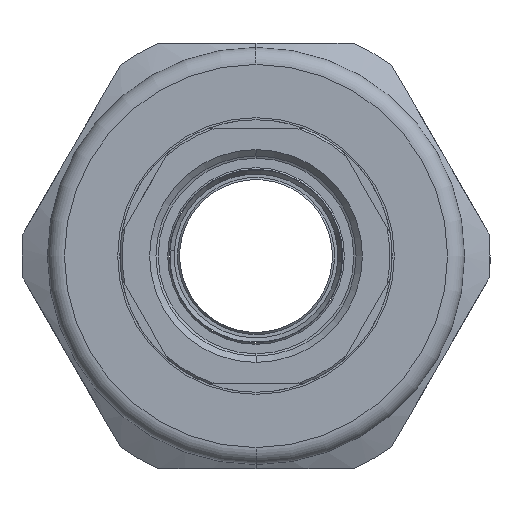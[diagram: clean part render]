
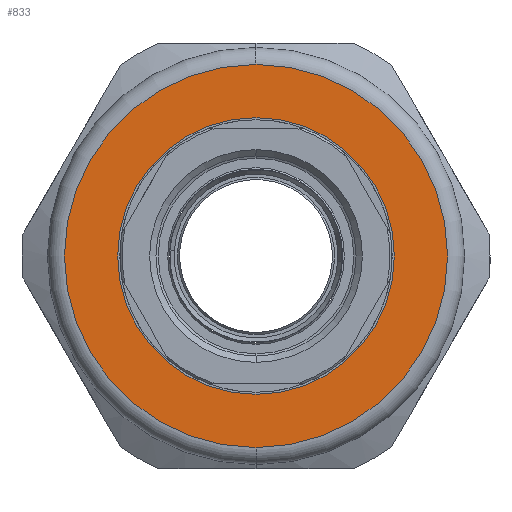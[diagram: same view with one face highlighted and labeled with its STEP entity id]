
A CAD part, left-side view. The second image highlights one B-rep face of the part: STEP entity #833.
In plain terms, the highlighted planar face has unit normal (-1, 0, 0).
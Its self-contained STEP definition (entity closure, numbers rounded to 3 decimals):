
#127 = DIRECTION ( 'NONE',  ( 0., 0., -1. ) ) ;
#283 = CARTESIAN_POINT ( 'NONE',  ( -6.13, 0., 0. ) ) ;
#444 = CARTESIAN_POINT ( 'NONE',  ( -6.13, 0., -22.5 ) ) ;
#503 = DIRECTION ( 'NONE',  ( 1., 0., 0. ) ) ;
#517 = DIRECTION ( 'NONE',  ( 0., 0., -1. ) ) ;
#543 = AXIS2_PLACEMENT_3D ( 'NONE', #2959, #1544, #127 ) ;
#654 = CARTESIAN_POINT ( 'NONE',  ( -6.13, 0., 0. ) ) ;
#702 = CARTESIAN_POINT ( 'NONE',  ( -6.13, 0., 0. ) ) ;
#788 = FACE_OUTER_BOUND ( 'NONE', #2064, .T. ) ;
#833 = ADVANCED_FACE ( 'NONE', ( #2468, #788 ), #2095, .T. ) ;
#901 = EDGE_CURVE ( 'NONE', #1370, #1790, #1121, .T. ) ;
#902 = DIRECTION ( 'NONE',  ( -1., 0., 0. ) ) ;
#946 = DIRECTION ( 'NONE',  ( 0., 0., -1. ) ) ;
#1067 = CIRCLE ( 'NONE', #543, 22.5 ) ;
#1111 = ORIENTED_EDGE ( 'NONE', *, *, #1161, .F. ) ;
#1121 = CIRCLE ( 'NONE', #2736, 16.25 ) ;
#1161 = EDGE_CURVE ( 'NONE', #2148, #2082, #1067, .T. ) ;
#1332 = ORIENTED_EDGE ( 'NONE', *, *, #2661, .T. ) ;
#1370 = VERTEX_POINT ( 'NONE', #2668 ) ;
#1489 = EDGE_LOOP ( 'NONE', ( #1332, #2234 ) ) ;
#1544 = DIRECTION ( 'NONE',  ( 1., 0., 0. ) ) ;
#1790 = VERTEX_POINT ( 'NONE', #2728 ) ;
#1938 = CARTESIAN_POINT ( 'NONE',  ( -6.13, 0., 0. ) ) ;
#1955 = DIRECTION ( 'NONE',  ( 1., 0., 0. ) ) ;
#2064 = EDGE_LOOP ( 'NONE', ( #2964, #1111 ) ) ;
#2082 = VERTEX_POINT ( 'NONE', #444 ) ;
#2095 = PLANE ( 'NONE',  #2104 ) ;
#2104 = AXIS2_PLACEMENT_3D ( 'NONE', #654, #902, #2796 ) ;
#2124 = CIRCLE ( 'NONE', #2956, 16.25 ) ;
#2148 = VERTEX_POINT ( 'NONE', #2528 ) ;
#2180 = DIRECTION ( 'NONE',  ( 0., 0., -1. ) ) ;
#2234 = ORIENTED_EDGE ( 'NONE', *, *, #901, .T. ) ;
#2314 = AXIS2_PLACEMENT_3D ( 'NONE', #1938, #503, #2180 ) ;
#2368 = DIRECTION ( 'NONE',  ( 1., 0., 0. ) ) ;
#2468 = FACE_BOUND ( 'NONE', #1489, .T. ) ;
#2528 = CARTESIAN_POINT ( 'NONE',  ( -6.13, 0., 22.5 ) ) ;
#2647 = EDGE_CURVE ( 'NONE', #2082, #2148, #2974, .T. ) ;
#2661 = EDGE_CURVE ( 'NONE', #1790, #1370, #2124, .T. ) ;
#2668 = CARTESIAN_POINT ( 'NONE',  ( -6.13, 0., 16.25 ) ) ;
#2728 = CARTESIAN_POINT ( 'NONE',  ( -6.13, 0., -16.25 ) ) ;
#2736 = AXIS2_PLACEMENT_3D ( 'NONE', #702, #2368, #946 ) ;
#2796 = DIRECTION ( 'NONE',  ( 0., 0., 1. ) ) ;
#2956 = AXIS2_PLACEMENT_3D ( 'NONE', #283, #1955, #517 ) ;
#2959 = CARTESIAN_POINT ( 'NONE',  ( -6.13, 0., 0. ) ) ;
#2964 = ORIENTED_EDGE ( 'NONE', *, *, #2647, .F. ) ;
#2974 = CIRCLE ( 'NONE', #2314, 22.5 ) ;
